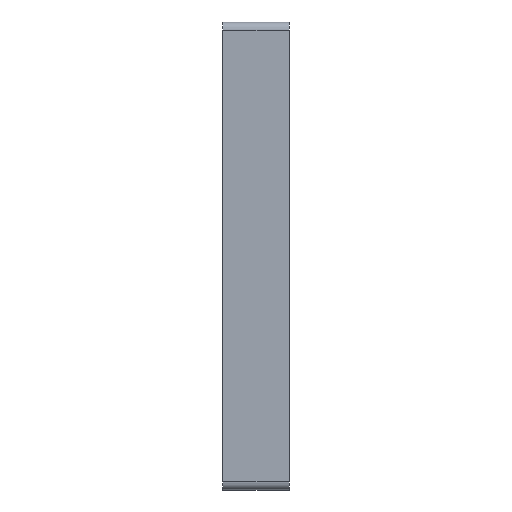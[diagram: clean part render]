
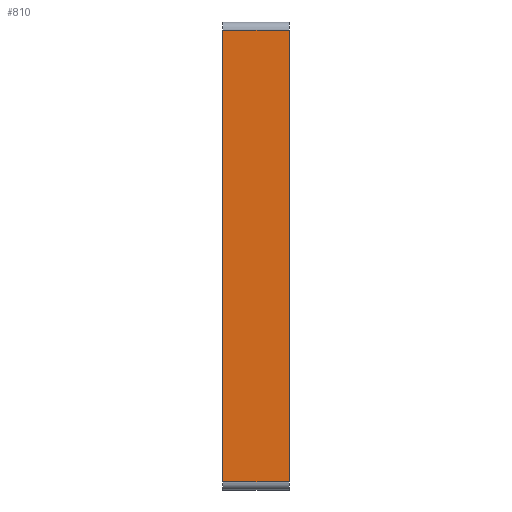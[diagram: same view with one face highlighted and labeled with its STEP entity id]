
A CAD part, left-side view. The second image highlights one B-rep face of the part: STEP entity #810.
In plain terms, the highlighted planar face has unit normal (-1, 0, 0).
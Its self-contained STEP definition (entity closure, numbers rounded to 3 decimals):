
#41=PLANE('',#904);
#77=FACE_OUTER_BOUND('',#123,.T.);
#123=EDGE_LOOP('',(#688,#689,#690,#691));
#172=LINE('',#1279,#245);
#177=LINE('',#1291,#250);
#201=LINE('',#1373,#274);
#202=LINE('',#1375,#275);
#245=VECTOR('',#1029,10.);
#250=VECTOR('',#1040,10.);
#274=VECTOR('',#1128,10.);
#275=VECTOR('',#1131,10.);
#367=VERTEX_POINT('',#1276);
#368=VERTEX_POINT('',#1278);
#372=VERTEX_POINT('',#1290);
#397=VERTEX_POINT('',#1369);
#459=EDGE_CURVE('',#367,#368,#172,.T.);
#465=EDGE_CURVE('',#368,#372,#177,.T.);
#508=EDGE_CURVE('',#372,#397,#201,.T.);
#509=EDGE_CURVE('',#397,#367,#202,.T.);
#688=ORIENTED_EDGE('',*,*,#459,.F.);
#689=ORIENTED_EDGE('',*,*,#509,.F.);
#690=ORIENTED_EDGE('',*,*,#508,.F.);
#691=ORIENTED_EDGE('',*,*,#465,.F.);
#810=ADVANCED_FACE('',(#77),#41,.T.);
#904=AXIS2_PLACEMENT_3D('',#1374,#1129,#1130);
#1029=DIRECTION('',(0.,-1.,0.));
#1040=DIRECTION('',(0.,0.,-1.));
#1128=DIRECTION('',(0.,1.,0.));
#1129=DIRECTION('center_axis',(-1.,0.,0.));
#1130=DIRECTION('ref_axis',(0.,0.,1.));
#1131=DIRECTION('',(0.,0.,1.));
#1276=CARTESIAN_POINT('',(0.,8.,-1.));
#1278=CARTESIAN_POINT('',(0.,0.,-1.));
#1279=CARTESIAN_POINT('',(0.,0.,-1.));
#1290=CARTESIAN_POINT('',(0.,0.,-55.));
#1291=CARTESIAN_POINT('',(0.,0.,0.));
#1369=CARTESIAN_POINT('',(0.,8.,-55.));
#1373=CARTESIAN_POINT('',(0.,0.,-55.));
#1374=CARTESIAN_POINT('Origin',(0.,0.,-56.));
#1375=CARTESIAN_POINT('',(0.,8.,0.));
